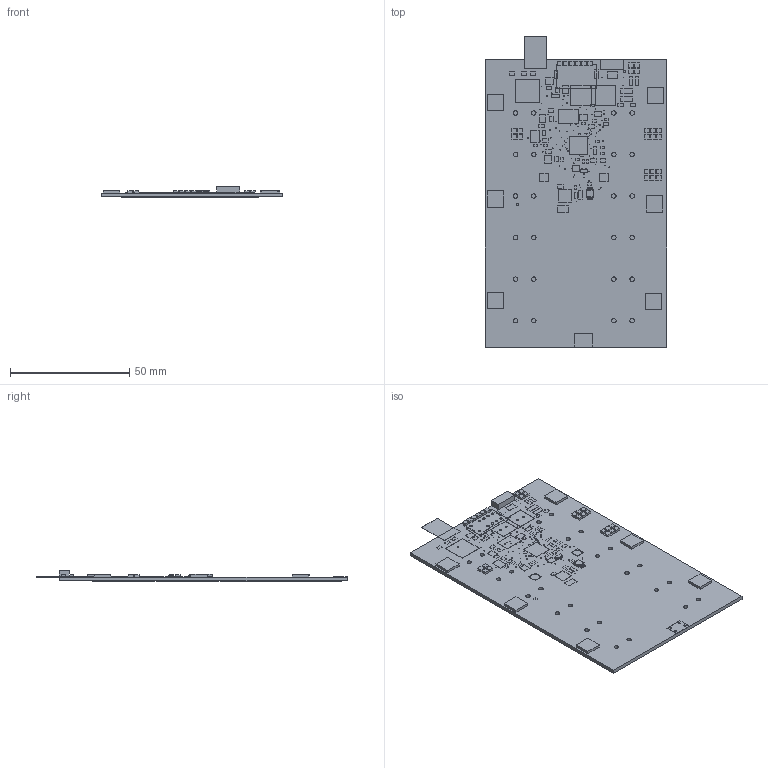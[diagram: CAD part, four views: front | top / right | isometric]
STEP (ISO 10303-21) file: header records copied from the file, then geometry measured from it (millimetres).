
FILE_DESCRIPTION(/* description */ (''),/* implementation_level */ '2;1');
FILE_NAME(/* name */ 'c50f22b4-dcf4-41dc-b9ba-8311ce38b43a.stp',/* time_stamp */ '2018-12-30T18:07:57+00:00',/* author */ (''),/* organization */ (''),/* preprocessor_version */ 'ST-DEVELOPER v17.2',/* originating_system */ 'Autodesk Translation Framework v7.6.0.251',/* authorisation */ '');
FILE_SCHEMA (('AUTOMOTIVE_DESIGN { 1 0 10303 214 3 1 1 }'));
Length unit declared in the file: millimetre
Products named in the file (32): c50f22b4-dcf4-41dc-b9ba-8311ce38b43a; PCB Component; Board; 100K; 10K; SPX3819-3.3; MBR120; ATSAMD21G18_QFN; 32.768; DMG3415U-7 ; MPL3115A2LGA8; SS4-10-3.50-X-D; 1X01; STANDOFF_ELECTRICALMCMASTER-95117A411; 1F 2.7V; LTC3225EDDB#TRMPBF; TACTILE_SWITCH_SMD_4.6X2.8MM; FCI_10103594; FIDUCIAL1X2; PAD-JUMPER-3-2OF3_NC_BY_TRACE_YES_SILK_LARGE; MCP111T-240E/TT; BATTERY-AAA-KEYSTONE92; uFL; MAX-M8; SMA-142-0711-821/826; WS2812B; SMA-142-0711-821/826_1; LT1634-1,25BMCMS8; RED; G6SK-2_DC5; 2N2222; 3,2
Assembly tree (111 placements, depth 3):
  c50f22b4-dcf4-41dc-b9ba-8311ce38b43a
    PCB Component
      Board
      100K  x20
      10K  x15
      SPX3819-3.3
      MBR120  x6
      ATSAMD21G18_QFN
      32.768
      DMG3415U-7   x4
      MPL3115A2LGA8
      SS4-10-3.50-X-D
      1X01  x26
      STANDOFF_ELECTRICALMCMASTER-95117A411  x2
      1F 2.7V  x2
      LTC3225EDDB#TRMPBF
      TACTILE_SWITCH_SMD_4.6X2.8MM
      FCI_10103594
      FIDUCIAL1X2  x2
      PAD-JUMPER-3-2OF3_NC_BY_TRACE_YES_SILK_LARGE  x2
      MCP111T-240E/TT
      BATTERY-AAA-KEYSTONE92  x6
      uFL
      MAX-M8
      SMA-142-0711-821/826
      WS2812B
      SMA-142-0711-821/826_1
      LT1634-1,25BMCMS8
      RED
      G6SK-2_DC5
      2N2222
      3,2  x6
Bounding box: 76 x 130.07 x 4.26 mm (x, y, z)
Volume: 15489 mm3; surface area: 34700.2 mm2
Topology: 110 solids, 110 shells, 1028 faces, 2369 edges, 1570 vertices
Faces by surface type: plane 793, cylinder 235
Full cylindrical faces by diameter (mm): 0.203 x57, 0.254 x47, 0.3 x1, 0.7 x4, 1 x10, 1.016 x26, 1.854 x24, 3.2 x6, 3.734 x2
Entity records: 19505 total; most frequent: DIRECTION 3261, CARTESIAN_POINT 3030, ORIENTED_EDGE 2818, EDGE_CURVE 1409, AXIS2_PLACEMENT_3D 1161, LINE 939, VECTOR 939, VERTEX_POINT 930
